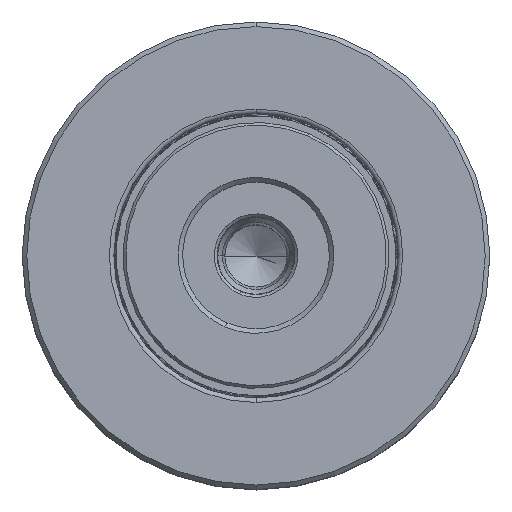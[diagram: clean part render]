
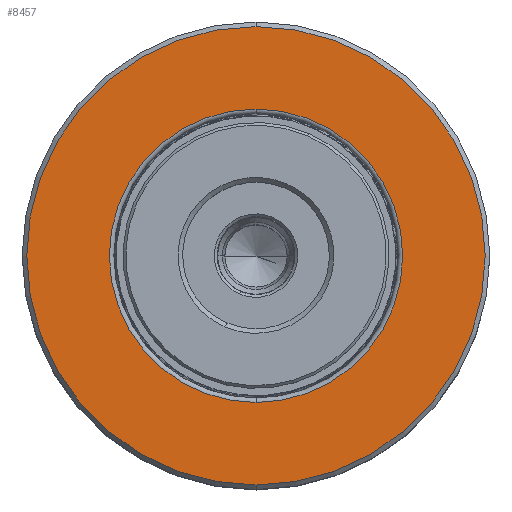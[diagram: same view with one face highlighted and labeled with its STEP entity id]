
A CAD part, top view. The second image highlights one B-rep face of the part: STEP entity #8457.
In plain terms, the highlighted face is planar.
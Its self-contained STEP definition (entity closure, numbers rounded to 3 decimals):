
#668 = DIRECTION ( 'NONE',  ( 0., 0., -1. ) ) ;
#791 = DIRECTION ( 'NONE',  ( 0., 0., -1. ) ) ;
#1624 = VERTEX_POINT ( 'NONE', #15814 ) ;
#2202 = DIRECTION ( 'NONE',  ( 0., -1., 0. ) ) ;
#2269 = FACE_OUTER_BOUND ( 'NONE', #36396, .T. ) ;
#2395 = CARTESIAN_POINT ( 'NONE',  ( 0., 15.687, 16. ) ) ;
#6462 = DIRECTION ( 'NONE',  ( 0., 0., -1. ) ) ;
#7802 = CARTESIAN_POINT ( 'NONE',  ( 25., 15.687, 0. ) ) ;
#8457 = ADVANCED_FACE ( 'NONE', ( #22484, #2269 ), #32116, .T. ) ;
#10001 = DIRECTION ( 'NONE',  ( 0., -1., 0. ) ) ;
#10233 = AXIS2_PLACEMENT_3D ( 'NONE', #34846, #10001, #22531 ) ;
#12810 = ORIENTED_EDGE ( 'NONE', *, *, #44939, .T. ) ;
#13437 = CARTESIAN_POINT ( 'NONE',  ( 0., 15.687, 25. ) ) ;
#13962 = CIRCLE ( 'NONE', #25843, 25. ) ;
#15814 = CARTESIAN_POINT ( 'NONE',  ( 0., 15.687, -25. ) ) ;
#15913 = EDGE_LOOP ( 'NONE', ( #21961, #12810 ) ) ;
#16782 = VERTEX_POINT ( 'NONE', #13437 ) ;
#16902 = CIRCLE ( 'NONE', #44224, 16. ) ;
#17790 = EDGE_CURVE ( 'NONE', #40601, #27955, #29780, .T. ) ;
#18704 = AXIS2_PLACEMENT_3D ( 'NONE', #48900, #45060, #668 ) ;
#19068 = DIRECTION ( 'NONE',  ( 0., 1., 0. ) ) ;
#19997 = CIRCLE ( 'NONE', #18704, 25. ) ;
#20294 = DIRECTION ( 'NONE',  ( 0., 0., 1. ) ) ;
#21961 = ORIENTED_EDGE ( 'NONE', *, *, #17790, .T. ) ;
#22484 = FACE_BOUND ( 'NONE', #15913, .T. ) ;
#22531 = DIRECTION ( 'NONE',  ( 0., 0., -1. ) ) ;
#23699 = CARTESIAN_POINT ( 'NONE',  ( 0., 15.687, -16. ) ) ;
#25843 = AXIS2_PLACEMENT_3D ( 'NONE', #38878, #2202, #6462 ) ;
#27621 = ORIENTED_EDGE ( 'NONE', *, *, #47840, .F. ) ;
#27955 = VERTEX_POINT ( 'NONE', #2395 ) ;
#28679 = DIRECTION ( 'NONE',  ( 0., -1., 0. ) ) ;
#29780 = CIRCLE ( 'NONE', #10233, 16. ) ;
#32116 = PLANE ( 'NONE',  #40227 ) ;
#33448 = EDGE_CURVE ( 'NONE', #1624, #16782, #13962, .T. ) ;
#34846 = CARTESIAN_POINT ( 'NONE',  ( 0., 15.687, 0. ) ) ;
#36396 = EDGE_LOOP ( 'NONE', ( #36734, #27621 ) ) ;
#36734 = ORIENTED_EDGE ( 'NONE', *, *, #33448, .F. ) ;
#36765 = CARTESIAN_POINT ( 'NONE',  ( 0., 15.687, 0. ) ) ;
#38878 = CARTESIAN_POINT ( 'NONE',  ( 0., 15.687, 0. ) ) ;
#40227 = AXIS2_PLACEMENT_3D ( 'NONE', #7802, #19068, #20294 ) ;
#40601 = VERTEX_POINT ( 'NONE', #23699 ) ;
#44224 = AXIS2_PLACEMENT_3D ( 'NONE', #36765, #28679, #791 ) ;
#44939 = EDGE_CURVE ( 'NONE', #27955, #40601, #16902, .T. ) ;
#45060 = DIRECTION ( 'NONE',  ( 0., -1., 0. ) ) ;
#47840 = EDGE_CURVE ( 'NONE', #16782, #1624, #19997, .T. ) ;
#48900 = CARTESIAN_POINT ( 'NONE',  ( 0., 15.687, 0. ) ) ;
